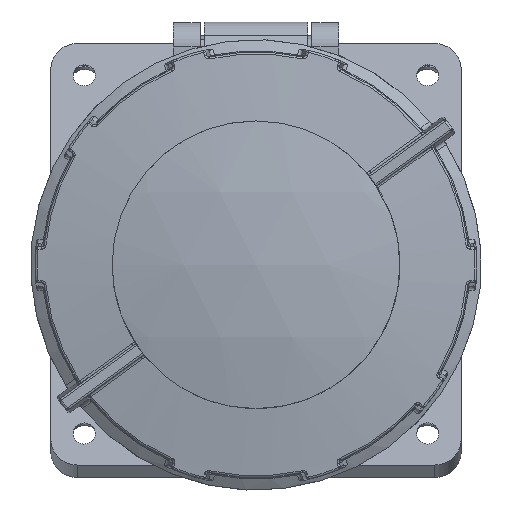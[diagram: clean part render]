
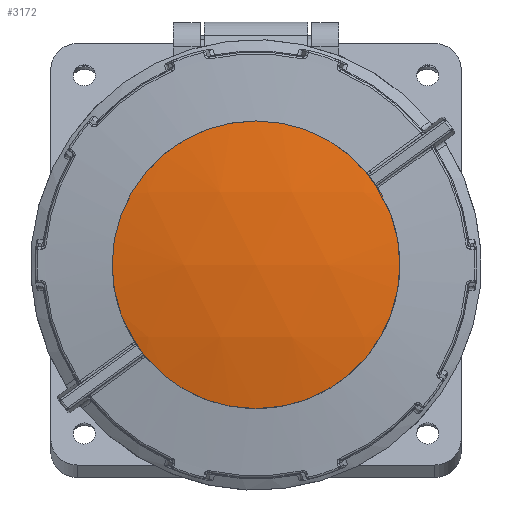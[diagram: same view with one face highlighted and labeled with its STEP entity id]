
A CAD part, top view. The second image highlights one B-rep face of the part: STEP entity #3172.
In plain terms, the highlighted spherical face has radius 156 mm.
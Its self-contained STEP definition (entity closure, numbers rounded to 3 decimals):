
#1016 = AXIS2_PLACEMENT_3D ( 'NONE', #1045, #2692, #8927 ) ;
#1045 = CARTESIAN_POINT ( 'NONE',  ( 0., 0., -130. ) ) ;
#1054 = CIRCLE ( 'NONE', #4333, 32.25 ) ;
#2692 = DIRECTION ( 'NONE',  ( 0., 1., 0. ) ) ;
#3172 = ADVANCED_FACE ( 'NONE', ( #19083 ), #11887, .T. ) ;
#4018 = VERTEX_POINT ( 'NONE', #11996 ) ;
#4333 = AXIS2_PLACEMENT_3D ( 'NONE', #10189, #10073, #7027 ) ;
#7027 = DIRECTION ( 'NONE',  ( -1., 0., 0. ) ) ;
#8927 = DIRECTION ( 'NONE',  ( -1., 0., 0. ) ) ;
#10073 = DIRECTION ( 'NONE',  ( 0., 0., -1. ) ) ;
#10189 = CARTESIAN_POINT ( 'NONE',  ( 0., 0., 22.63 ) ) ;
#11887 = SPHERICAL_SURFACE ( 'NONE', #1016, 156. ) ;
#11996 = CARTESIAN_POINT ( 'NONE',  ( -32.25, 0., 22.63 ) ) ;
#12119 = EDGE_LOOP ( 'NONE', ( #12147 ) ) ;
#12147 = ORIENTED_EDGE ( 'NONE', *, *, #14016, .F. ) ;
#14016 = EDGE_CURVE ( 'NONE', #4018, #4018, #1054, .T. ) ;
#19083 = FACE_OUTER_BOUND ( 'NONE', #12119, .T. ) ;
